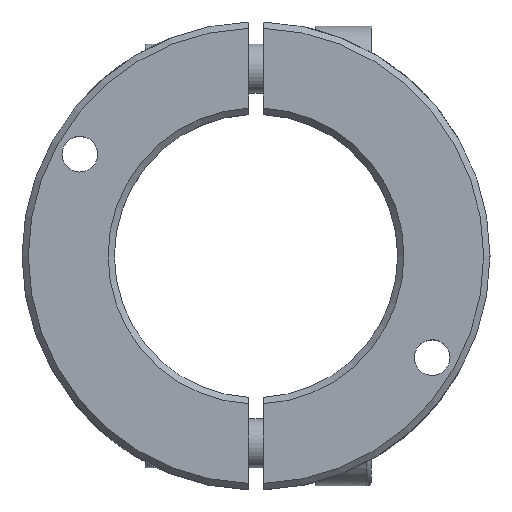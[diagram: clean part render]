
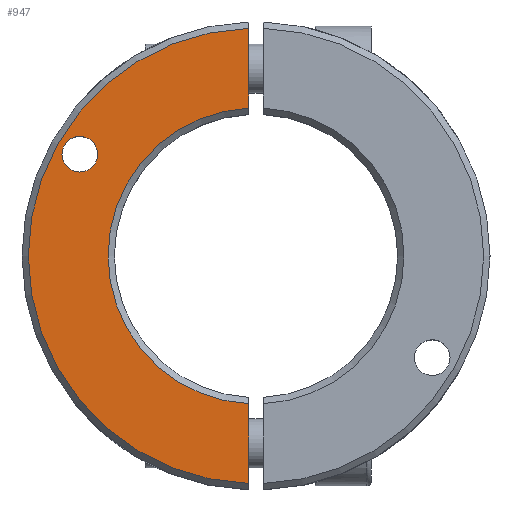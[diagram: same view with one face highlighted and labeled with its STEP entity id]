
A CAD part, top view. The second image highlights one B-rep face of the part: STEP entity #947.
In plain terms, the highlighted planar face has unit normal (0, 0, 1).
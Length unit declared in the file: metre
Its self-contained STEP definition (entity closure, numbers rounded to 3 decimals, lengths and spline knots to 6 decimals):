
#27=LINE('',#1532,#89);
#28=LINE('',#1536,#90);
#89=VECTOR('',#1170,1.);
#90=VECTOR('',#1173,1.);
#147=PLANE('',#1033);
#258=ORIENTED_EDGE('',*,*,#521,.T.);
#259=ORIENTED_EDGE('',*,*,#519,.F.);
#260=ORIENTED_EDGE('',*,*,#522,.F.);
#261=ORIENTED_EDGE('',*,*,#523,.T.);
#262=ORIENTED_EDGE('',*,*,#524,.F.);
#519=EDGE_CURVE('',#647,#648,#726,.T.);
#521=EDGE_CURVE('',#649,#649,#727,.T.);
#522=EDGE_CURVE('',#650,#647,#27,.T.);
#523=EDGE_CURVE('',#650,#651,#728,.T.);
#524=EDGE_CURVE('',#648,#651,#28,.T.);
#647=VERTEX_POINT('',#1522);
#648=VERTEX_POINT('',#1524);
#649=VERTEX_POINT('',#1531);
#650=VERTEX_POINT('',#1533);
#651=VERTEX_POINT('',#1535);
#726=CIRCLE('',#1032,0.025518);
#727=CIRCLE('',#1034,0.002);
#728=CIRCLE('',#1035,0.016582);
#771=EDGE_LOOP('',(#258));
#772=EDGE_LOOP('',(#259,#260,#261,#262));
#853=FACE_BOUND('',#771,.T.);
#854=FACE_BOUND('',#772,.T.);
#947=ADVANCED_FACE('',(#853,#854),#147,.F.);
#1032=AXIS2_PLACEMENT_3D('',#1523,#1164,#1165);
#1033=AXIS2_PLACEMENT_3D('',#1529,#1166,#1167);
#1034=AXIS2_PLACEMENT_3D('',#1530,#1168,#1169);
#1035=AXIS2_PLACEMENT_3D('',#1534,#1171,#1172);
#1164=DIRECTION('',(0.,0.,-1.));
#1165=DIRECTION('',(-1.,0.,0.));
#1166=DIRECTION('',(0.,0.,-1.));
#1167=DIRECTION('',(-1.,0.,0.));
#1168=DIRECTION('',(0.,0.,-1.));
#1169=DIRECTION('',(-1.,0.,0.));
#1170=DIRECTION('',(0.,-1.,0.));
#1171=DIRECTION('',(0.,0.,-1.));
#1172=DIRECTION('',(-1.,0.,0.));
#1173=DIRECTION('',(0.,-1.,0.));
#1522=CARTESIAN_POINT('',(-0.000825,-0.025505,0.));
#1523=CARTESIAN_POINT('',(0.,0.,0.));
#1524=CARTESIAN_POINT('',(-0.000825,0.025505,0.));
#1529=CARTESIAN_POINT('',(0.025518,0.,0.));
#1530=CARTESIAN_POINT('',(-0.019745,0.0114,0.));
#1531=CARTESIAN_POINT('',(-0.021745,0.0114,0.));
#1532=CARTESIAN_POINT('',(-0.000825,0.048314,0.));
#1533=CARTESIAN_POINT('',(-0.000825,-0.016562,0.));
#1534=CARTESIAN_POINT('',(0.,0.,0.));
#1535=CARTESIAN_POINT('',(-0.000825,0.016562,0.));
#1536=CARTESIAN_POINT('',(-0.000825,0.048314,0.));
